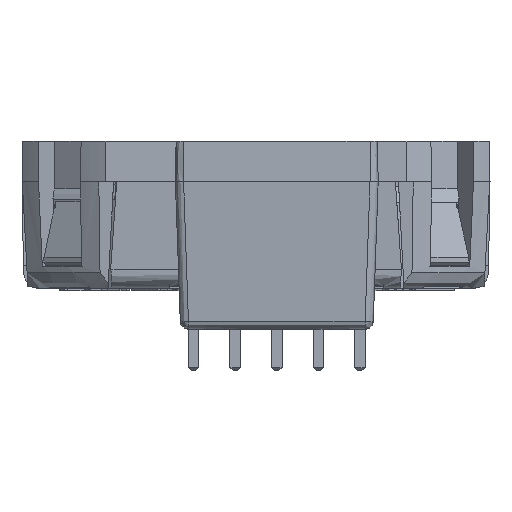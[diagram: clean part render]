
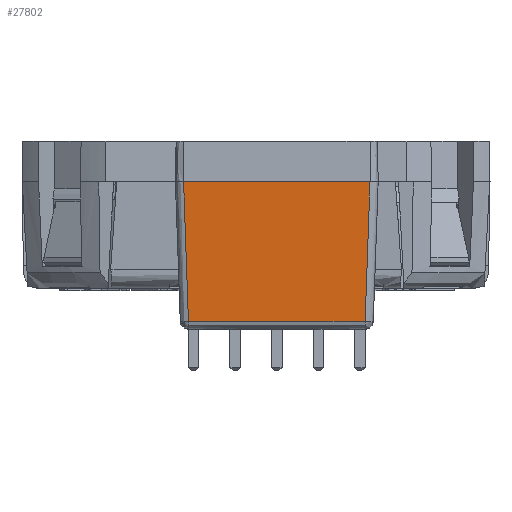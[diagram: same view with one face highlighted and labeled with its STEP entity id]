
A CAD part, front view. The second image highlights one B-rep face of the part: STEP entity #27802.
In plain terms, the highlighted planar face has unit normal (0, -0.999, -0.052).
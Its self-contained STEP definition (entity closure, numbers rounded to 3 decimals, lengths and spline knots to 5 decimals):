
#2528=LINE('',#52778,#5027);
#2532=LINE('',#52794,#5031);
#2534=LINE('',#52802,#5033);
#2541=LINE('',#52827,#5040);
#5027=VECTOR('',#35554,0.42497);
#5031=VECTOR('',#35576,0.33634);
#5033=VECTOR('',#35584,0.44842);
#5040=VECTOR('',#35601,0.33634);
#7788=PLANE('',#29995);
#9339=FACE_OUTER_BOUND('',#10945,.T.);
#10945=EDGE_LOOP('',(#24354,#24355,#24356,#24357));
#14418=VERTEX_POINT('',#52769);
#14421=VERTEX_POINT('',#52776);
#14424=VERTEX_POINT('',#52792);
#14427=VERTEX_POINT('',#52800);
#17879=EDGE_CURVE('',#14418,#14421,#2528,.T.);
#17887=EDGE_CURVE('',#14421,#14424,#2532,.T.);
#17891=EDGE_CURVE('',#14424,#14427,#2534,.T.);
#17902=EDGE_CURVE('',#14427,#14418,#2541,.T.);
#24354=ORIENTED_EDGE('',*,*,#17887,.T.);
#24355=ORIENTED_EDGE('',*,*,#17891,.T.);
#24356=ORIENTED_EDGE('',*,*,#17902,.T.);
#24357=ORIENTED_EDGE('',*,*,#17879,.T.);
#27802=ADVANCED_FACE('',(#9339),#7788,.T.);
#29995=AXIS2_PLACEMENT_3D('',#52828,#35602,#35603);
#35554=DIRECTION('',(1.,0.,0.));
#35576=DIRECTION('',(0.035,-0.052,0.998));
#35584=DIRECTION('',(-1.,0.,0.));
#35601=DIRECTION('',(0.035,0.052,-0.998));
#35602=DIRECTION('center_axis',(0.,-0.999,-0.052));
#35603=DIRECTION('ref_axis',(0.687,0.038,-0.725));
#52769=CARTESIAN_POINT('',(-0.21192,-0.39584,-0.41268));
#52776=CARTESIAN_POINT('',(0.21306,-0.39584,-0.41268));
#52778=CARTESIAN_POINT('',(-0.21192,-0.39584,-0.41268));
#52792=CARTESIAN_POINT('',(0.22478,-0.41343,-0.077));
#52794=CARTESIAN_POINT('',(0.21306,-0.39584,-0.41268));
#52800=CARTESIAN_POINT('',(-0.22364,-0.41343,-0.077));
#52802=CARTESIAN_POINT('',(0.22478,-0.41343,-0.077));
#52827=CARTESIAN_POINT('',(-0.22364,-0.41343,-0.077));
#52828=CARTESIAN_POINT('Origin',(0.21041,-0.39486,-0.43133));
